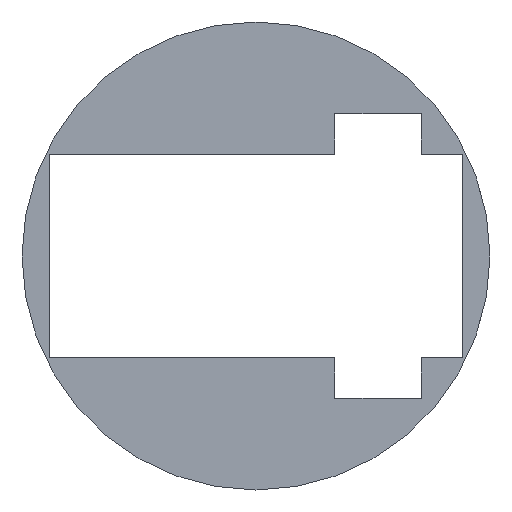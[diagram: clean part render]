
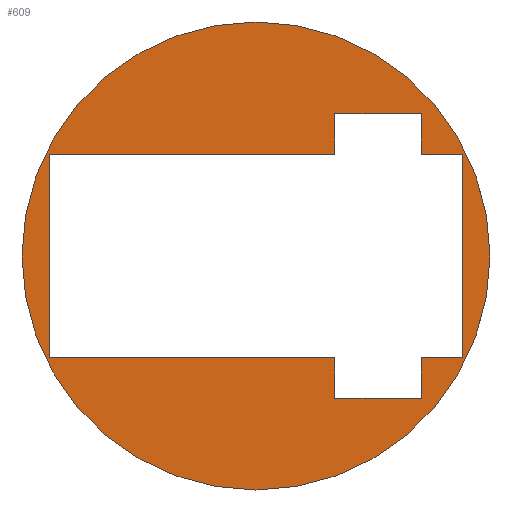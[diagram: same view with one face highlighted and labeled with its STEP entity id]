
A CAD part, left-side view. The second image highlights one B-rep face of the part: STEP entity #609.
In plain terms, the highlighted planar face has unit normal (-1, 0, 0).
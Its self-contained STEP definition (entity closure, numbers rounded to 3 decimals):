
#21 = VERTEX_POINT ( 'NONE', #1497 ) ;
#26 = EDGE_CURVE ( 'NONE', #915, #1188, #858, .T. ) ;
#35 = VERTEX_POINT ( 'NONE', #1281 ) ;
#41 = VERTEX_POINT ( 'NONE', #1394 ) ;
#93 = AXIS2_PLACEMENT_3D ( 'NONE', #1029, #1028, #1025 ) ;
#96 = ORIENTED_EDGE ( 'NONE', *, *, #1150, .F. ) ;
#113 = ORIENTED_EDGE ( 'NONE', *, *, #198, .F. ) ;
#128 = ORIENTED_EDGE ( 'NONE', *, *, #228, .F. ) ;
#129 = EDGE_CURVE ( 'NONE', #915, #328, #1482, .T. ) ;
#142 = ORIENTED_EDGE ( 'NONE', *, *, #1005, .F. ) ;
#149 = EDGE_CURVE ( 'NONE', #21, #1027, #1147, .T. ) ;
#162 = EDGE_CURVE ( 'NONE', #446, #1330, #168, .T. ) ;
#168 = LINE ( 'NONE', #1193, #1034 ) ;
#178 = EDGE_CURVE ( 'NONE', #328, #35, #1007, .T. ) ;
#179 = FACE_BOUND ( 'NONE', #633, .T. ) ;
#198 = EDGE_CURVE ( 'NONE', #1330, #1434, #556, .T. ) ;
#228 = EDGE_CURVE ( 'NONE', #35, #446, #1258, .T. ) ;
#258 = EDGE_LOOP ( 'NONE', ( #782, #718 ) ) ;
#266 = EDGE_CURVE ( 'NONE', #1188, #1481, #797, .T. ) ;
#267 = EDGE_CURVE ( 'NONE', #1084, #335, #803, .T. ) ;
#299 = CARTESIAN_POINT ( 'NONE',  ( 0., 162.5, 20. ) ) ;
#314 = CARTESIAN_POINT ( 'NONE',  ( 0., 150., 0. ) ) ;
#328 = VERTEX_POINT ( 'NONE', #1024 ) ;
#335 = VERTEX_POINT ( 'NONE', #971 ) ;
#340 = CARTESIAN_POINT ( 'NONE',  ( 0., 154., 0. ) ) ;
#345 = DIRECTION ( 'NONE',  ( 0., 0., 1. ) ) ;
#351 = ORIENTED_EDGE ( 'NONE', *, *, #266, .T. ) ;
#353 = CARTESIAN_POINT ( 'NONE',  ( 0., 150., 20. ) ) ;
#382 = CARTESIAN_POINT ( 'NONE',  ( 0., 190.5, 20. ) ) ;
#384 = DIRECTION ( 'NONE',  ( 0., 0., 1. ) ) ;
#387 = CARTESIAN_POINT ( 'NONE',  ( 0., 154., 24. ) ) ;
#433 = DIRECTION ( 'NONE',  ( 0., 1., 0. ) ) ;
#436 = CARTESIAN_POINT ( 'NONE',  ( 0., 162.5, 24. ) ) ;
#446 = VERTEX_POINT ( 'NONE', #944 ) ;
#488 = CARTESIAN_POINT ( 'NONE',  ( 0., 150., 20. ) ) ;
#490 = DIRECTION ( 'NONE',  ( 0., 0., -1. ) ) ;
#494 = CARTESIAN_POINT ( 'NONE',  ( 0., 162.5, 20. ) ) ;
#499 = CARTESIAN_POINT ( 'NONE',  ( 0., 193.25, 10. ) ) ;
#507 = CARTESIAN_POINT ( 'NONE',  ( 0., 154., 24. ) ) ;
#508 = VECTOR ( 'NONE', #1132, 1000. ) ;
#520 = CARTESIAN_POINT ( 'NONE',  ( 0., 190.5, 0. ) ) ;
#540 = VECTOR ( 'NONE', #1134, 1000. ) ;
#556 = LINE ( 'NONE', #1113, #508 ) ;
#603 = CIRCLE ( 'NONE', #1420, 23. ) ;
#609 = ADVANCED_FACE ( 'NONE', ( #179, #1116 ), #704, .T. ) ;
#614 = DIRECTION ( 'NONE',  ( 0., -1., 0. ) ) ;
#615 = DIRECTION ( 'NONE',  ( -1., 0., 0. ) ) ;
#618 = CARTESIAN_POINT ( 'NONE',  ( 0., 170.25, 10. ) ) ;
#633 = EDGE_LOOP ( 'NONE', ( #1167, #897, #796, #351, #142, #96, #801, #918, #707, #113, #864, #128 ) ) ;
#697 = DIRECTION ( 'NONE',  ( 0., 0., 1. ) ) ;
#698 = DIRECTION ( 'NONE',  ( -1., 0., 0. ) ) ;
#704 = PLANE ( 'NONE',  #1023 ) ;
#707 = ORIENTED_EDGE ( 'NONE', *, *, #1276, .F. ) ;
#709 = CARTESIAN_POINT ( 'NONE',  ( 0., 170.25, 10. ) ) ;
#718 = ORIENTED_EDGE ( 'NONE', *, *, #267, .T. ) ;
#737 = EDGE_CURVE ( 'NONE', #335, #1084, #603, .T. ) ;
#782 = ORIENTED_EDGE ( 'NONE', *, *, #737, .T. ) ;
#796 = ORIENTED_EDGE ( 'NONE', *, *, #26, .T. ) ;
#797 = LINE ( 'NONE', #1295, #1414 ) ;
#801 = ORIENTED_EDGE ( 'NONE', *, *, #1183, .F. ) ;
#803 = CIRCLE ( 'NONE', #93, 23. ) ;
#858 = LINE ( 'NONE', #1340, #1090 ) ;
#860 = VECTOR ( 'NONE', #1304, 1000. ) ;
#864 = ORIENTED_EDGE ( 'NONE', *, *, #162, .F. ) ;
#897 = ORIENTED_EDGE ( 'NONE', *, *, #129, .F. ) ;
#915 = VERTEX_POINT ( 'NONE', #520 ) ;
#918 = ORIENTED_EDGE ( 'NONE', *, *, #149, .T. ) ;
#944 = CARTESIAN_POINT ( 'NONE',  ( 0., 154., -4. ) ) ;
#971 = CARTESIAN_POINT ( 'NONE',  ( 0., 147.25, 10. ) ) ;
#986 = VERTEX_POINT ( 'NONE', #507 ) ;
#1005 = EDGE_CURVE ( 'NONE', #41, #1481, #1145, .T. ) ;
#1007 = LINE ( 'NONE', #1177, #1289 ) ;
#1009 = VECTOR ( 'NONE', #1050, 1000. ) ;
#1023 = AXIS2_PLACEMENT_3D ( 'NONE', #709, #698, #697 ) ;
#1024 = CARTESIAN_POINT ( 'NONE',  ( 0., 162.5, 0. ) ) ;
#1025 = DIRECTION ( 'NONE',  ( 0., -1., 0. ) ) ;
#1027 = VERTEX_POINT ( 'NONE', #488 ) ;
#1028 = DIRECTION ( 'NONE',  ( -1., 0., 0. ) ) ;
#1029 = CARTESIAN_POINT ( 'NONE',  ( 0., 170.25, 10. ) ) ;
#1034 = VECTOR ( 'NONE', #1056, 1000. ) ;
#1047 = CARTESIAN_POINT ( 'NONE',  ( 0., 150., 20. ) ) ;
#1050 = DIRECTION ( 'NONE',  ( 0., -1., 0. ) ) ;
#1056 = DIRECTION ( 'NONE',  ( 0., 0., 1. ) ) ;
#1084 = VERTEX_POINT ( 'NONE', #499 ) ;
#1090 = VECTOR ( 'NONE', #1284, 1000. ) ;
#1113 = CARTESIAN_POINT ( 'NONE',  ( 0., 150., 0. ) ) ;
#1115 = DIRECTION ( 'NONE',  ( 0., -1., 0. ) ) ;
#1116 = FACE_OUTER_BOUND ( 'NONE', #258, .T. ) ;
#1131 = CARTESIAN_POINT ( 'NONE',  ( 0., 154., -4. ) ) ;
#1132 = DIRECTION ( 'NONE',  ( 0., -1., 0. ) ) ;
#1134 = DIRECTION ( 'NONE',  ( 0., -1., 0. ) ) ;
#1145 = LINE ( 'NONE', #494, #1159 ) ;
#1147 = LINE ( 'NONE', #1047, #1009 ) ;
#1150 = EDGE_CURVE ( 'NONE', #986, #41, #1502, .T. ) ;
#1159 = VECTOR ( 'NONE', #490, 1000. ) ;
#1167 = ORIENTED_EDGE ( 'NONE', *, *, #178, .F. ) ;
#1177 = CARTESIAN_POINT ( 'NONE',  ( 0., 162.5, -4. ) ) ;
#1183 = EDGE_CURVE ( 'NONE', #21, #986, #1422, .T. ) ;
#1188 = VERTEX_POINT ( 'NONE', #382 ) ;
#1193 = CARTESIAN_POINT ( 'NONE',  ( 0., 154., 0. ) ) ;
#1225 = DIRECTION ( 'NONE',  ( 0., 0., -1. ) ) ;
#1258 = LINE ( 'NONE', #1131, #540 ) ;
#1266 = VECTOR ( 'NONE', #345, 1000. ) ;
#1276 = EDGE_CURVE ( 'NONE', #1434, #1027, #1283, .T. ) ;
#1281 = CARTESIAN_POINT ( 'NONE',  ( 0., 162.5, -4. ) ) ;
#1283 = LINE ( 'NONE', #353, #1266 ) ;
#1284 = DIRECTION ( 'NONE',  ( 0., 0., 1. ) ) ;
#1289 = VECTOR ( 'NONE', #1225, 1000. ) ;
#1295 = CARTESIAN_POINT ( 'NONE',  ( 0., 150., 20. ) ) ;
#1304 = DIRECTION ( 'NONE',  ( 0., -1., 0. ) ) ;
#1305 = CARTESIAN_POINT ( 'NONE',  ( 0., 150., 0. ) ) ;
#1330 = VERTEX_POINT ( 'NONE', #340 ) ;
#1340 = CARTESIAN_POINT ( 'NONE',  ( 0., 190.5, 20. ) ) ;
#1376 = VECTOR ( 'NONE', #384, 1000. ) ;
#1394 = CARTESIAN_POINT ( 'NONE',  ( 0., 162.5, 24. ) ) ;
#1414 = VECTOR ( 'NONE', #1115, 1000. ) ;
#1420 = AXIS2_PLACEMENT_3D ( 'NONE', #618, #615, #614 ) ;
#1422 = LINE ( 'NONE', #387, #1376 ) ;
#1434 = VERTEX_POINT ( 'NONE', #314 ) ;
#1469 = VECTOR ( 'NONE', #433, 1000. ) ;
#1481 = VERTEX_POINT ( 'NONE', #299 ) ;
#1482 = LINE ( 'NONE', #1305, #860 ) ;
#1497 = CARTESIAN_POINT ( 'NONE',  ( 0., 154., 20. ) ) ;
#1502 = LINE ( 'NONE', #436, #1469 ) ;
